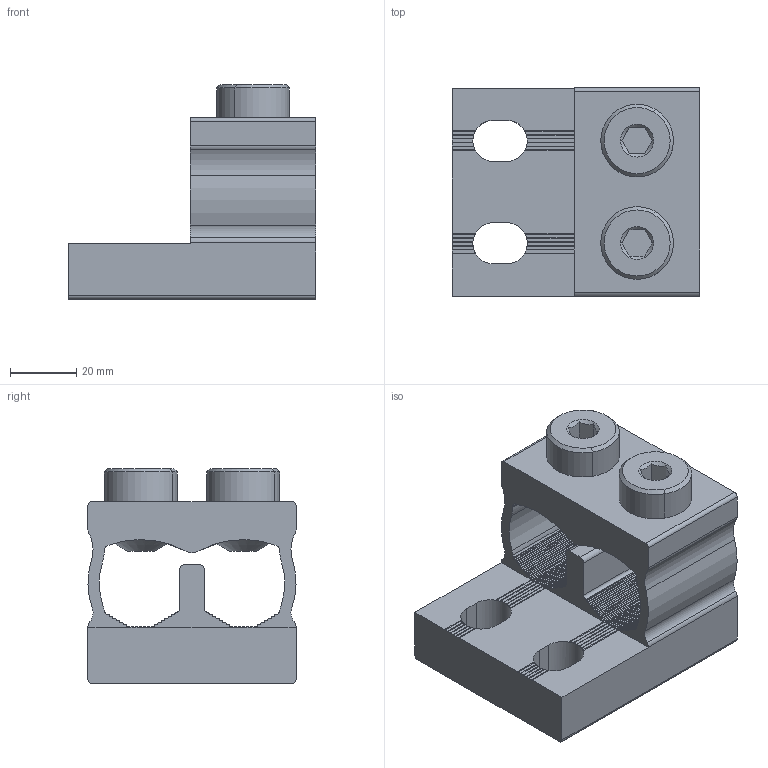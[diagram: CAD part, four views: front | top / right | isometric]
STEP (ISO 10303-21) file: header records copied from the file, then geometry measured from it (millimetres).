
FILE_DESCRIPTION(('Creo Elements/Direct Modeling STEP Export'),'2;1');
FILE_NAME('VC02-0149_OT_2x300_2xM12.stp','2025-08-22T 8:31:22',(''),(''),'Creo Elements/Direct Modeling STEP processor for AP214 (Solid Model)','Creo Elements/Direct Modeling 20.6A 14-Oct-2023 (C) Parametric Technology GmbH','');
FILE_SCHEMA(('AUTOMOTIVE_DESIGN { 1 0 10303 214 1 1 1 1 }'));
Length unit declared in the file: millimetre
Products named in the file (1): Liitinrunko OT 2x95-300
Bounding box: 75 x 63 x 65 mm (x, y, z)
Volume: 127079 mm3; surface area: 29333.2 mm2
Topology: 1 solids, 1 shells, 296 faces, 865 edges, 574 vertices
Faces by surface type: plane 147, cylinder 133, cone 16
Entity records: 12033 total; most frequent: CARTESIAN_POINT 4073, ORIENTED_EDGE 1730, DIRECTION 1638, EDGE_CURVE 865, AXIS2_PLACEMENT_3D 575, VERTEX_POINT 574, VECTOR 488, LINE 488
